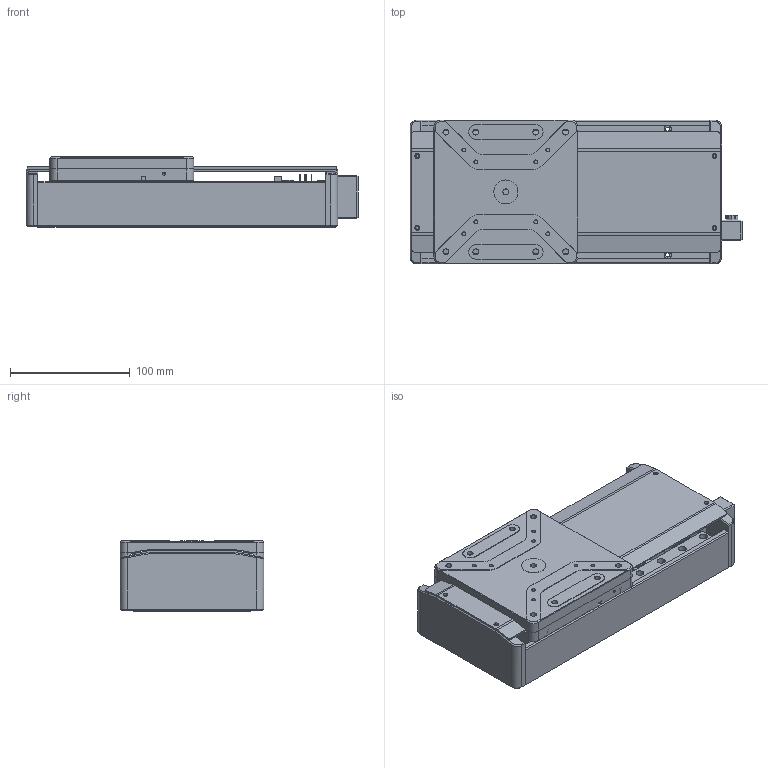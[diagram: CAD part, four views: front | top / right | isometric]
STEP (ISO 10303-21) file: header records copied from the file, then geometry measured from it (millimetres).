
FILE_DESCRIPTION (( 'STEP AP203' ), '1' );
FILE_NAME ('ETSF-100.STEP', '2020-09-10T08:01:03', ( '' ), ( '' ), 'SwSTEP 2.0', 'SolidWorks 2017', '' );
FILE_SCHEMA (( 'CONFIG_CONTROL_DESIGN' ));
Length unit declared in the file: millimetre
Products named in the file (1): ETSF-100
Bounding box: 277 x 120 x 58.5 mm (x, y, z)
Surface area: 164572.8 mm2 (no closed solid volume)
Topology: 0 solids, 106 shells, 494 faces, 1833 edges, 1439 vertices
Faces by surface type: plane 294, cylinder 166, bspline 22, cone 12
Entity records: 20291 total; most frequent: CARTESIAN_POINT 4735, DIRECTION 3249, ORIENTED_EDGE 2608, EDGE_CURVE 1815, VERTEX_POINT 1439, LINE 1279, VECTOR 1279, AXIS2_PLACEMENT_3D 985
